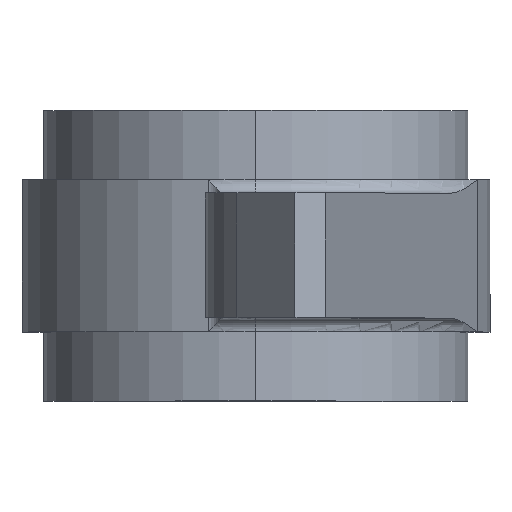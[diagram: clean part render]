
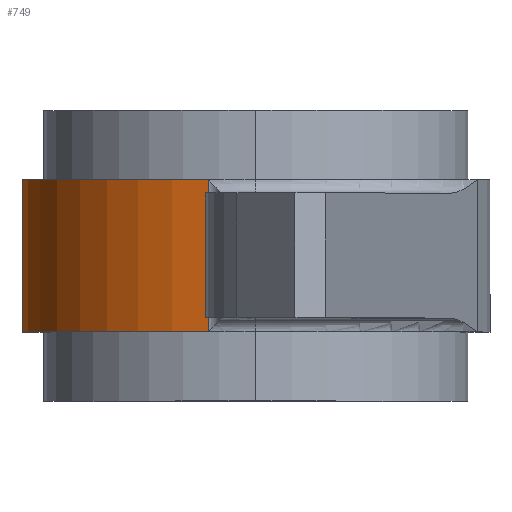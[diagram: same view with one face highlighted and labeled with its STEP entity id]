
A CAD part, top view. The second image highlights one B-rep face of the part: STEP entity #749.
In plain terms, the highlighted cylindrical face has radius 7.7 mm (diameter 15.4 mm), a partial arc.
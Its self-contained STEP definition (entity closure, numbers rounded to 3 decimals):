
#8 = VECTOR ( 'NONE', #243, 1000. ) ;
#17 = VERTEX_POINT ( 'NONE', #867 ) ;
#54 = DIRECTION ( 'NONE',  ( 0., -1., 0. ) ) ;
#81 = CARTESIAN_POINT ( 'NONE',  ( -7.082, 2.5, -3.023 ) ) ;
#110 = DIRECTION ( 'NONE',  ( 0., 1., 0. ) ) ;
#138 = LINE ( 'NONE', #456, #926 ) ;
#149 = CIRCLE ( 'NONE', #533, 7.7 ) ;
#184 = DIRECTION ( 'NONE',  ( 0., 1., 0. ) ) ;
#243 = DIRECTION ( 'NONE',  ( 0., -1., 0. ) ) ;
#276 = CARTESIAN_POINT ( 'NONE',  ( -1.555, -2.5, 7.541 ) ) ;
#286 = ORIENTED_EDGE ( 'NONE', *, *, #1028, .F. ) ;
#303 = FACE_OUTER_BOUND ( 'NONE', #720, .T. ) ;
#373 = VERTEX_POINT ( 'NONE', #461 ) ;
#377 = DIRECTION ( 'NONE',  ( 0., 0., -1. ) ) ;
#417 = CARTESIAN_POINT ( 'NONE',  ( 0., 2.5, 0. ) ) ;
#425 = DIRECTION ( 'NONE',  ( 0., 0., 1. ) ) ;
#429 = EDGE_CURVE ( 'NONE', #813, #373, #948, .T. ) ;
#456 = CARTESIAN_POINT ( 'NONE',  ( -1.555, 2.05, 7.541 ) ) ;
#461 = CARTESIAN_POINT ( 'NONE',  ( -7.082, -2.5, -3.023 ) ) ;
#465 = CARTESIAN_POINT ( 'NONE',  ( -7.082, 2.5, -3.023 ) ) ;
#499 = DIRECTION ( 'NONE',  ( 0., 0., 1. ) ) ;
#510 = CARTESIAN_POINT ( 'NONE',  ( 0., -2.5, 0. ) ) ;
#533 = AXIS2_PLACEMENT_3D ( 'NONE', #510, #110, #425 ) ;
#559 = ORIENTED_EDGE ( 'NONE', *, *, #429, .T. ) ;
#607 = VERTEX_POINT ( 'NONE', #276 ) ;
#647 = EDGE_CURVE ( 'NONE', #373, #607, #149, .T. ) ;
#655 = ORIENTED_EDGE ( 'NONE', *, *, #647, .T. ) ;
#682 = AXIS2_PLACEMENT_3D ( 'NONE', #699, #54, #377 ) ;
#699 = CARTESIAN_POINT ( 'NONE',  ( 0., 2.5, 0. ) ) ;
#719 = CIRCLE ( 'NONE', #1002, 7.7 ) ;
#720 = EDGE_LOOP ( 'NONE', ( #655, #829, #286, #559 ) ) ;
#749 = ADVANCED_FACE ( 'NONE', ( #303 ), #1004, .T. ) ;
#795 = EDGE_CURVE ( 'NONE', #17, #607, #138, .T. ) ;
#813 = VERTEX_POINT ( 'NONE', #465 ) ;
#829 = ORIENTED_EDGE ( 'NONE', *, *, #795, .F. ) ;
#861 = DIRECTION ( 'NONE',  ( 0., -1., 0. ) ) ;
#867 = CARTESIAN_POINT ( 'NONE',  ( -1.555, 2.5, 7.541 ) ) ;
#926 = VECTOR ( 'NONE', #861, 1000. ) ;
#948 = LINE ( 'NONE', #81, #8 ) ;
#1002 = AXIS2_PLACEMENT_3D ( 'NONE', #417, #184, #499 ) ;
#1004 = CYLINDRICAL_SURFACE ( 'NONE', #682, 7.7 ) ;
#1028 = EDGE_CURVE ( 'NONE', #813, #17, #719, .T. ) ;
